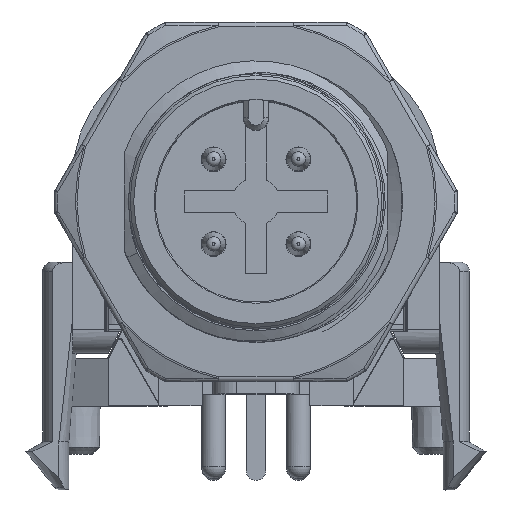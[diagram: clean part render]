
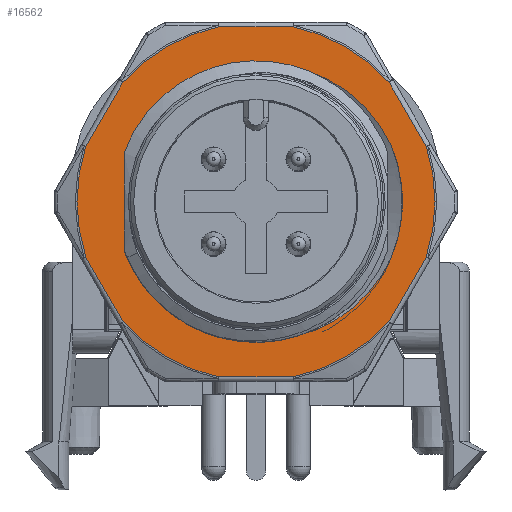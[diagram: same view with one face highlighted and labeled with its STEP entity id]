
A CAD part, top view. The second image highlights one B-rep face of the part: STEP entity #16562.
In plain terms, the highlighted planar face has unit normal (0, 0, 1).
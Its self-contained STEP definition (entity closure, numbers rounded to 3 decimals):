
#669=B_SPLINE_CURVE_WITH_KNOTS('',3,(#28999,#29000,#29001,#29002),
 .UNSPECIFIED.,.F.,.F.,(4,4),(0.,0.005),
 .UNSPECIFIED.);
#672=B_SPLINE_CURVE_WITH_KNOTS('',3,(#29116,#29117,#29118,#29119,#29120,
#29121,#29122),.UNSPECIFIED.,.F.,.F.,(4,1,1,1,4),(0.,0.003,
0.007,0.01,0.014),.UNSPECIFIED.);
#678=B_SPLINE_CURVE_WITH_KNOTS('',3,(#29221,#29222,#29223,#29224,#29225,
#29226,#29227),.UNSPECIFIED.,.F.,.F.,(4,1,1,1,4),(0.,0.003,
0.007,0.01,0.014),.UNSPECIFIED.);
#1129=PLANE('',#18139);
#1838=LINE('',#30293,#2996);
#1868=LINE('',#31167,#3026);
#1870=LINE('',#31275,#3028);
#1872=LINE('',#31377,#3030);
#1873=LINE('',#31472,#3031);
#1874=LINE('',#31474,#3032);
#2996=VECTOR('',#20928,1000.);
#3026=VECTOR('',#21288,1000.);
#3028=VECTOR('',#21322,1000.);
#3030=VECTOR('',#21354,1000.);
#3031=VECTOR('',#21383,1000.);
#3032=VECTOR('',#21386,1000.);
#5904=ORIENTED_EDGE('',*,*,#9730,.F.);
#5905=ORIENTED_EDGE('',*,*,#9723,.T.);
#5906=ORIENTED_EDGE('',*,*,#9716,.F.);
#5907=ORIENTED_EDGE('',*,*,#9709,.F.);
#5908=ORIENTED_EDGE('',*,*,#9702,.F.);
#5909=ORIENTED_EDGE('',*,*,#9695,.F.);
#5910=ORIENTED_EDGE('',*,*,#9688,.F.);
#5911=ORIENTED_EDGE('',*,*,#9735,.T.);
#5912=ORIENTED_EDGE('',*,*,#9486,.F.);
#5913=ORIENTED_EDGE('',*,*,#9531,.F.);
#5914=ORIENTED_EDGE('',*,*,#9525,.F.);
#5915=ORIENTED_EDGE('',*,*,#9734,.F.);
#5916=ORIENTED_EDGE('',*,*,#9388,.T.);
#5917=ORIENTED_EDGE('',*,*,#9380,.F.);
#5918=ORIENTED_EDGE('',*,*,#9377,.F.);
#5919=ORIENTED_EDGE('',*,*,#9386,.F.);
#9377=EDGE_CURVE('',#11572,#11574,#669,.T.);
#9380=EDGE_CURVE('',#11574,#11576,#672,.T.);
#9386=EDGE_CURVE('',#11581,#11572,#678,.T.);
#9388=EDGE_CURVE('',#11581,#11576,#12803,.F.);
#9486=EDGE_CURVE('',#11649,#11647,#12823,.T.);
#9525=EDGE_CURVE('',#11668,#11669,#12847,.T.);
#9531=EDGE_CURVE('',#11669,#11649,#1838,.T.);
#9688=EDGE_CURVE('',#11751,#11752,#12945,.T.);
#9695=EDGE_CURVE('',#11752,#11755,#1868,.T.);
#9702=EDGE_CURVE('',#11755,#11758,#12955,.T.);
#9709=EDGE_CURVE('',#11758,#11761,#1870,.T.);
#9716=EDGE_CURVE('',#11761,#11764,#12964,.T.);
#9723=EDGE_CURVE('',#11767,#11764,#1872,.T.);
#9730=EDGE_CURVE('',#11767,#11770,#12974,.T.);
#9734=EDGE_CURVE('',#11770,#11668,#1873,.T.);
#9735=EDGE_CURVE('',#11751,#11647,#1874,.T.);
#11572=VERTEX_POINT('',#28997);
#11574=VERTEX_POINT('',#29003);
#11576=VERTEX_POINT('',#29123);
#11581=VERTEX_POINT('',#29220);
#11647=VERTEX_POINT('',#30043);
#11649=VERTEX_POINT('',#30049);
#11668=VERTEX_POINT('',#30237);
#11669=VERTEX_POINT('',#30241);
#11751=VERTEX_POINT('',#31112);
#11752=VERTEX_POINT('',#31116);
#11755=VERTEX_POINT('',#31164);
#11758=VERTEX_POINT('',#31220);
#11761=VERTEX_POINT('',#31272);
#11764=VERTEX_POINT('',#31325);
#11767=VERTEX_POINT('',#31374);
#11770=VERTEX_POINT('',#31427);
#12803=CIRCLE('',#17832,5.459);
#12823=CIRCLE('',#17881,7.465);
#12847=CIRCLE('',#17922,7.465);
#12945=CIRCLE('',#18086,7.465);
#12955=CIRCLE('',#18102,7.465);
#12964=CIRCLE('',#18117,7.465);
#12974=CIRCLE('',#18133,7.465);
#13985=EDGE_LOOP('',(#5904,#5905,#5906,#5907,#5908,#5909,#5910,#5911,#5912,
#5913,#5914,#5915));
#13986=EDGE_LOOP('',(#5916,#5917,#5918,#5919));
#15178=FACE_BOUND('',#13985,.T.);
#15179=FACE_BOUND('',#13986,.T.);
#16562=ADVANCED_FACE('',(#15178,#15179),#1129,.T.);
#17832=AXIS2_PLACEMENT_3D('',#29233,#20671,#20672);
#17881=AXIS2_PLACEMENT_3D('',#30050,#20825,#20826);
#17922=AXIS2_PLACEMENT_3D('',#30244,#20913,#20914);
#18086=AXIS2_PLACEMENT_3D('',#31119,#21271,#21272);
#18102=AXIS2_PLACEMENT_3D('',#31223,#21305,#21306);
#18117=AXIS2_PLACEMENT_3D('',#31328,#21337,#21338);
#18133=AXIS2_PLACEMENT_3D('',#31430,#21371,#21372);
#18139=AXIS2_PLACEMENT_3D('',#31473,#21384,#21385);
#20671=DIRECTION('',(0.,0.,1.));
#20672=DIRECTION('',(1.,0.,0.));
#20825=DIRECTION('',(0.,0.,-1.));
#20826=DIRECTION('',(0.742,-0.67,0.));
#20913=DIRECTION('',(0.,0.,-1.));
#20914=DIRECTION('',(0.951,0.308,0.));
#20928=DIRECTION('',(-0.5,-0.866,0.));
#21271=DIRECTION('',(0.,0.,-1.));
#21272=DIRECTION('',(-0.209,-0.978,0.));
#21288=DIRECTION('',(-0.5,0.866,0.));
#21305=DIRECTION('',(0.,0.,-1.));
#21306=DIRECTION('',(-0.951,-0.308,0.));
#21322=DIRECTION('',(0.5,0.866,0.));
#21337=DIRECTION('',(0.,0.,-1.));
#21338=DIRECTION('',(-0.742,0.67,0.));
#21354=DIRECTION('',(-1.,0.,0.));
#21371=DIRECTION('',(0.,0.,-1.));
#21372=DIRECTION('',(0.209,0.978,0.));
#21383=DIRECTION('',(0.5,-0.866,0.));
#21384=DIRECTION('',(0.,0.,1.));
#21385=DIRECTION('',(0.,-1.,0.));
#21386=DIRECTION('',(1.,0.,0.));
#28997=CARTESIAN_POINT('',(5.641,-2.337,-11.5));
#28999=CARTESIAN_POINT('',(5.641,-2.337,-11.5));
#29000=CARTESIAN_POINT('',(6.254,-0.857,-11.5));
#29001=CARTESIAN_POINT('',(6.254,0.858,-11.5));
#29002=CARTESIAN_POINT('',(5.641,2.337,-11.5));
#29003=CARTESIAN_POINT('',(5.641,2.337,-11.5));
#29116=CARTESIAN_POINT('',(5.641,2.337,-11.5));
#29117=CARTESIAN_POINT('',(5.158,3.37,-11.5));
#29118=CARTESIAN_POINT('',(3.603,5.144,-11.5));
#29119=CARTESIAN_POINT('',(0.211,6.13,-11.5));
#29120=CARTESIAN_POINT('',(-3.183,5.061,-11.5));
#29121=CARTESIAN_POINT('',(-4.638,3.196,-11.5));
#29122=CARTESIAN_POINT('',(-5.029,2.122,-11.5));
#29123=CARTESIAN_POINT('',(-5.029,2.122,-11.5));
#29220=CARTESIAN_POINT('',(-5.028,-2.124,-11.5));
#29221=CARTESIAN_POINT('',(-5.028,-2.124,-11.5));
#29222=CARTESIAN_POINT('',(-4.638,-3.196,-11.5));
#29223=CARTESIAN_POINT('',(-3.178,-5.064,-11.5));
#29224=CARTESIAN_POINT('',(0.206,-6.131,-11.5));
#29225=CARTESIAN_POINT('',(3.61,-5.14,-11.5));
#29226=CARTESIAN_POINT('',(5.158,-3.371,-11.5));
#29227=CARTESIAN_POINT('',(5.641,-2.337,-11.5));
#29233=CARTESIAN_POINT('',(0.,0.,-11.5));
#30043=CARTESIAN_POINT('',(1.56,-7.3,-11.5));
#30049=CARTESIAN_POINT('',(5.542,-5.001,-11.5));
#30050=CARTESIAN_POINT('',(0.,0.,-11.5));
#30237=CARTESIAN_POINT('',(7.102,2.299,-11.5));
#30241=CARTESIAN_POINT('',(7.102,-2.299,-11.5));
#30244=CARTESIAN_POINT('',(0.,0.,-11.5));
#30293=CARTESIAN_POINT('',(7.102,-2.299,-11.5));
#31112=CARTESIAN_POINT('',(-1.56,-7.3,-11.5));
#31116=CARTESIAN_POINT('',(-5.542,-5.001,-11.5));
#31119=CARTESIAN_POINT('',(0.,0.,-11.5));
#31164=CARTESIAN_POINT('',(-7.102,-2.299,-11.5));
#31167=CARTESIAN_POINT('',(-5.542,-5.001,-11.5));
#31220=CARTESIAN_POINT('',(-7.102,2.299,-11.5));
#31223=CARTESIAN_POINT('',(0.,0.,-11.5));
#31272=CARTESIAN_POINT('',(-5.542,5.001,-11.5));
#31275=CARTESIAN_POINT('',(-7.102,2.299,-11.5));
#31325=CARTESIAN_POINT('',(-1.56,7.3,-11.5));
#31328=CARTESIAN_POINT('',(0.,0.,-11.5));
#31374=CARTESIAN_POINT('',(1.56,7.3,-11.5));
#31377=CARTESIAN_POINT('',(1.56,7.3,-11.5));
#31427=CARTESIAN_POINT('',(5.542,5.001,-11.5));
#31430=CARTESIAN_POINT('',(0.,0.,-11.5));
#31472=CARTESIAN_POINT('',(5.542,5.001,-11.5));
#31473=CARTESIAN_POINT('',(0.,0.,-11.5));
#31474=CARTESIAN_POINT('',(-1.56,-7.3,-11.5));
